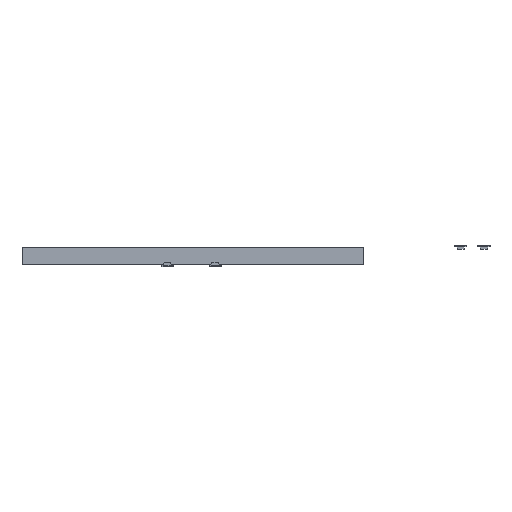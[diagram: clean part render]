
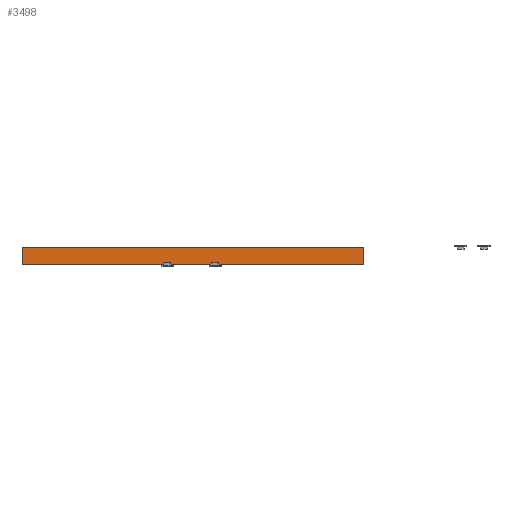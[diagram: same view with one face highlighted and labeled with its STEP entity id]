
A CAD part, front view. The second image highlights one B-rep face of the part: STEP entity #3498.
In plain terms, the highlighted planar face has unit normal (0, -1, 0).
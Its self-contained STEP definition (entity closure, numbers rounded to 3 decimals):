
#3317 = PLANE('',#3318);
#3318 = AXIS2_PLACEMENT_3D('',#3319,#3320,#3321);
#3319 = CARTESIAN_POINT('',(91.186,50.546,0.));
#3320 = DIRECTION('',(1.,0.,-0.));
#3321 = DIRECTION('',(0.,-1.,0.));
#3342 = VERTEX_POINT('',#3343);
#3343 = CARTESIAN_POINT('',(91.186,0.254,4.69));
#3357 = PLANE('',#3358);
#3358 = AXIS2_PLACEMENT_3D('',#3359,#3360,#3361);
#3359 = CARTESIAN_POINT('',(45.72,25.4,4.69));
#3360 = DIRECTION('',(-0.,-0.,-1.));
#3361 = DIRECTION('',(-1.,0.,0.));
#3369 = EDGE_CURVE('',#3370,#3342,#3372,.T.);
#3370 = VERTEX_POINT('',#3371);
#3371 = CARTESIAN_POINT('',(91.186,0.254,0.));
#3372 = SURFACE_CURVE('',#3373,(#3377,#3384),.PCURVE_S1.);
#3373 = LINE('',#3374,#3375);
#3374 = CARTESIAN_POINT('',(91.186,0.254,0.));
#3375 = VECTOR('',#3376,1.);
#3376 = DIRECTION('',(0.,0.,1.));
#3377 = PCURVE('',#3317,#3378);
#3378 = DEFINITIONAL_REPRESENTATION('',(#3379),#3383);
#3379 = LINE('',#3380,#3381);
#3380 = CARTESIAN_POINT('',(50.292,0.));
#3381 = VECTOR('',#3382,1.);
#3382 = DIRECTION('',(0.,-1.));
#3383 = ( GEOMETRIC_REPRESENTATION_CONTEXT(2) 
PARAMETRIC_REPRESENTATION_CONTEXT() REPRESENTATION_CONTEXT('2D SPACE',''
  ) );
#3384 = PCURVE('',#3385,#3390);
#3385 = PLANE('',#3386);
#3386 = AXIS2_PLACEMENT_3D('',#3387,#3388,#3389);
#3387 = CARTESIAN_POINT('',(91.186,0.254,0.));
#3388 = DIRECTION('',(0.,-1.,0.));
#3389 = DIRECTION('',(-1.,0.,0.));
#3390 = DEFINITIONAL_REPRESENTATION('',(#3391),#3395);
#3391 = LINE('',#3392,#3393);
#3392 = CARTESIAN_POINT('',(0.,-0.));
#3393 = VECTOR('',#3394,1.);
#3394 = DIRECTION('',(0.,-1.));
#3395 = ( GEOMETRIC_REPRESENTATION_CONTEXT(2) 
PARAMETRIC_REPRESENTATION_CONTEXT() REPRESENTATION_CONTEXT('2D SPACE',''
  ) );
#3411 = PLANE('',#3412);
#3412 = AXIS2_PLACEMENT_3D('',#3413,#3414,#3415);
#3413 = CARTESIAN_POINT('',(45.72,25.4,0.));
#3414 = DIRECTION('',(-0.,-0.,-1.));
#3415 = DIRECTION('',(-1.,0.,0.));
#3444 = PLANE('',#3445);
#3445 = AXIS2_PLACEMENT_3D('',#3446,#3447,#3448);
#3446 = CARTESIAN_POINT('',(0.254,0.254,0.));
#3447 = DIRECTION('',(-1.,0.,0.));
#3448 = DIRECTION('',(0.,1.,0.));
#3498 = ADVANCED_FACE('',(#3499),#3385,.T.);
#3499 = FACE_BOUND('',#3500,.T.);
#3500 = EDGE_LOOP('',(#3501,#3502,#3525,#3548));
#3501 = ORIENTED_EDGE('',*,*,#3369,.T.);
#3502 = ORIENTED_EDGE('',*,*,#3503,.T.);
#3503 = EDGE_CURVE('',#3342,#3504,#3506,.T.);
#3504 = VERTEX_POINT('',#3505);
#3505 = CARTESIAN_POINT('',(0.254,0.254,4.69));
#3506 = SURFACE_CURVE('',#3507,(#3511,#3518),.PCURVE_S1.);
#3507 = LINE('',#3508,#3509);
#3508 = CARTESIAN_POINT('',(91.186,0.254,4.69));
#3509 = VECTOR('',#3510,1.);
#3510 = DIRECTION('',(-1.,0.,0.));
#3511 = PCURVE('',#3385,#3512);
#3512 = DEFINITIONAL_REPRESENTATION('',(#3513),#3517);
#3513 = LINE('',#3514,#3515);
#3514 = CARTESIAN_POINT('',(0.,-4.69));
#3515 = VECTOR('',#3516,1.);
#3516 = DIRECTION('',(1.,0.));
#3517 = ( GEOMETRIC_REPRESENTATION_CONTEXT(2) 
PARAMETRIC_REPRESENTATION_CONTEXT() REPRESENTATION_CONTEXT('2D SPACE',''
  ) );
#3518 = PCURVE('',#3357,#3519);
#3519 = DEFINITIONAL_REPRESENTATION('',(#3520),#3524);
#3520 = LINE('',#3521,#3522);
#3521 = CARTESIAN_POINT('',(-45.466,-25.146));
#3522 = VECTOR('',#3523,1.);
#3523 = DIRECTION('',(1.,0.));
#3524 = ( GEOMETRIC_REPRESENTATION_CONTEXT(2) 
PARAMETRIC_REPRESENTATION_CONTEXT() REPRESENTATION_CONTEXT('2D SPACE',''
  ) );
#3525 = ORIENTED_EDGE('',*,*,#3526,.F.);
#3526 = EDGE_CURVE('',#3527,#3504,#3529,.T.);
#3527 = VERTEX_POINT('',#3528);
#3528 = CARTESIAN_POINT('',(0.254,0.254,0.));
#3529 = SURFACE_CURVE('',#3530,(#3534,#3541),.PCURVE_S1.);
#3530 = LINE('',#3531,#3532);
#3531 = CARTESIAN_POINT('',(0.254,0.254,0.));
#3532 = VECTOR('',#3533,1.);
#3533 = DIRECTION('',(0.,0.,1.));
#3534 = PCURVE('',#3385,#3535);
#3535 = DEFINITIONAL_REPRESENTATION('',(#3536),#3540);
#3536 = LINE('',#3537,#3538);
#3537 = CARTESIAN_POINT('',(90.932,0.));
#3538 = VECTOR('',#3539,1.);
#3539 = DIRECTION('',(0.,-1.));
#3540 = ( GEOMETRIC_REPRESENTATION_CONTEXT(2) 
PARAMETRIC_REPRESENTATION_CONTEXT() REPRESENTATION_CONTEXT('2D SPACE',''
  ) );
#3541 = PCURVE('',#3444,#3542);
#3542 = DEFINITIONAL_REPRESENTATION('',(#3543),#3547);
#3543 = LINE('',#3544,#3545);
#3544 = CARTESIAN_POINT('',(0.,0.));
#3545 = VECTOR('',#3546,1.);
#3546 = DIRECTION('',(0.,-1.));
#3547 = ( GEOMETRIC_REPRESENTATION_CONTEXT(2) 
PARAMETRIC_REPRESENTATION_CONTEXT() REPRESENTATION_CONTEXT('2D SPACE',''
  ) );
#3548 = ORIENTED_EDGE('',*,*,#3549,.F.);
#3549 = EDGE_CURVE('',#3370,#3527,#3550,.T.);
#3550 = SURFACE_CURVE('',#3551,(#3555,#3562),.PCURVE_S1.);
#3551 = LINE('',#3552,#3553);
#3552 = CARTESIAN_POINT('',(91.186,0.254,0.));
#3553 = VECTOR('',#3554,1.);
#3554 = DIRECTION('',(-1.,0.,0.));
#3555 = PCURVE('',#3385,#3556);
#3556 = DEFINITIONAL_REPRESENTATION('',(#3557),#3561);
#3557 = LINE('',#3558,#3559);
#3558 = CARTESIAN_POINT('',(0.,-0.));
#3559 = VECTOR('',#3560,1.);
#3560 = DIRECTION('',(1.,0.));
#3561 = ( GEOMETRIC_REPRESENTATION_CONTEXT(2) 
PARAMETRIC_REPRESENTATION_CONTEXT() REPRESENTATION_CONTEXT('2D SPACE',''
  ) );
#3562 = PCURVE('',#3411,#3563);
#3563 = DEFINITIONAL_REPRESENTATION('',(#3564),#3568);
#3564 = LINE('',#3565,#3566);
#3565 = CARTESIAN_POINT('',(-45.466,-25.146));
#3566 = VECTOR('',#3567,1.);
#3567 = DIRECTION('',(1.,0.));
#3568 = ( GEOMETRIC_REPRESENTATION_CONTEXT(2) 
PARAMETRIC_REPRESENTATION_CONTEXT() REPRESENTATION_CONTEXT('2D SPACE',''
  ) );
